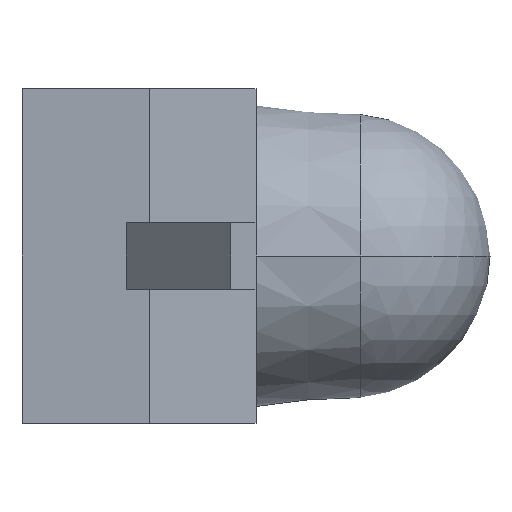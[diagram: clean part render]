
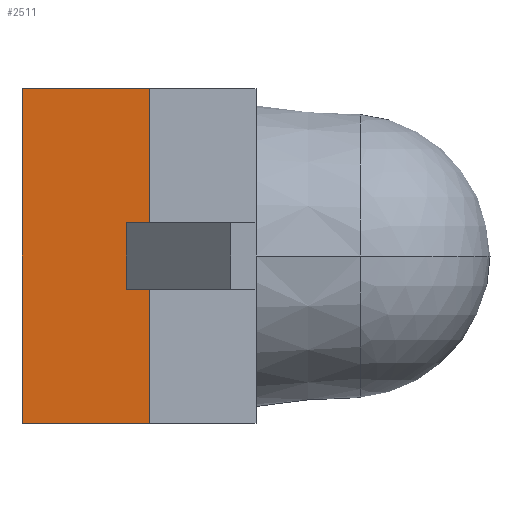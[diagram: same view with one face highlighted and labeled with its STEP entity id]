
A CAD part, left-side view. The second image highlights one B-rep face of the part: STEP entity #2511.
In plain terms, the highlighted planar face has unit normal (-0.998, 0.07, 0).
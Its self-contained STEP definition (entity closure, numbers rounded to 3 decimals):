
#2511 = ADVANCED_FACE ( 'NONE', ( #15586 ), #15558, .T. ) ;
#2512 = EDGE_LOOP ( 'NONE', ( #2513, #2569, #2561, #2567 ) ) ;
#2513 = ORIENTED_EDGE ( 'NONE', *, *, #2514, .F. ) ;
#2514 = EDGE_CURVE ( 'NONE', #2515, #2566, #15623, .T. ) ;
#2515 = VERTEX_POINT ( 'NONE', #15615 ) ;
#2561 = ORIENTED_EDGE ( 'NONE', *, *, #19830, .T. ) ;
#2562 = EDGE_CURVE ( 'NONE', #7311, #2515, #15811, .T. ) ;
#2566 = VERTEX_POINT ( 'NONE', #15807 ) ;
#2567 = ORIENTED_EDGE ( 'NONE', *, *, #2570, .T. ) ;
#2569 = ORIENTED_EDGE ( 'NONE', *, *, #2562, .F. ) ;
#2570 = EDGE_CURVE ( 'NONE', #19796, #2566, #15804, .T. ) ;
#7311 = VERTEX_POINT ( 'NONE', #16040 ) ;
#15558 = PLANE ( 'NONE',  #15622 ) ;
#15586 = FACE_OUTER_BOUND ( 'NONE', #2512, .T. ) ;
#15615 = CARTESIAN_POINT ( 'NONE',  ( -1.25, -0.06, -1. ) ) ;
#15616 = DIRECTION ( 'NONE',  ( 0.07, 0.998, 0. ) ) ;
#15617 = VECTOR ( 'NONE', #15616, 1000. ) ;
#15618 = CARTESIAN_POINT ( 'NONE',  ( -1.587, -4.883, -1. ) ) ;
#15619 = DIRECTION ( 'NONE',  ( -0.07, -0.998, 0. ) ) ;
#15620 = DIRECTION ( 'NONE',  ( -0.998, 0.07, 0. ) ) ;
#15621 = CARTESIAN_POINT ( 'NONE',  ( -1.587, -4.883, 1. ) ) ;
#15622 = AXIS2_PLACEMENT_3D ( 'NONE', #15621, #15620, #15619 ) ;
#15623 = LINE ( 'NONE', #15618, #15617 ) ;
#15801 = DIRECTION ( 'NONE',  ( 0., 0., -1. ) ) ;
#15802 = VECTOR ( 'NONE', #15801, 1000. ) ;
#15803 = CARTESIAN_POINT ( 'NONE',  ( -1.197, 0.7, 1. ) ) ;
#15804 = LINE ( 'NONE', #15803, #15802 ) ;
#15807 = CARTESIAN_POINT ( 'NONE',  ( -1.197, 0.7, -1. ) ) ;
#15808 = DIRECTION ( 'NONE',  ( 0., 0., -1. ) ) ;
#15809 = VECTOR ( 'NONE', #15808, 1000. ) ;
#15810 = CARTESIAN_POINT ( 'NONE',  ( -1.25, -0.06, 1. ) ) ;
#15811 = LINE ( 'NONE', #15810, #15809 ) ;
#16040 = CARTESIAN_POINT ( 'NONE',  ( -1.25, -0.06, 1. ) ) ;
#19135 = CARTESIAN_POINT ( 'NONE',  ( -1.197, 0.7, 1. ) ) ;
#19188 = DIRECTION ( 'NONE',  ( 0.07, 0.998, 0. ) ) ;
#19189 = VECTOR ( 'NONE', #19188, 1000. ) ;
#19190 = CARTESIAN_POINT ( 'NONE',  ( -1.587, -4.883, 1. ) ) ;
#19192 = LINE ( 'NONE', #19190, #19189 ) ;
#19796 = VERTEX_POINT ( 'NONE', #19135 ) ;
#19830 = EDGE_CURVE ( 'NONE', #7311, #19796, #19192, .T. ) ;
